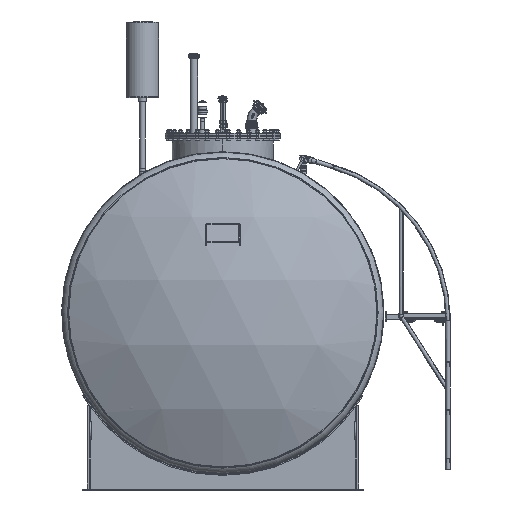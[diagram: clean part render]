
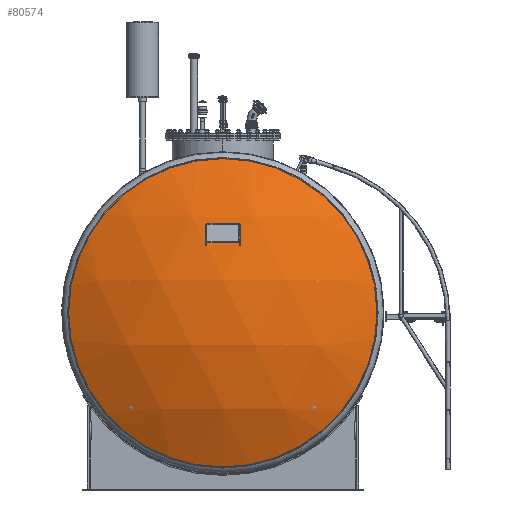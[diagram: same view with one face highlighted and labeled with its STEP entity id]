
A CAD part, left-side view. The second image highlights one B-rep face of the part: STEP entity #80574.
In plain terms, the highlighted spherical face has radius 2009 mm.
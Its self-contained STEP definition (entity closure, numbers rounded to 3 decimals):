
#1688=SPHERICAL_SURFACE('',#85823,2009.);
#3063=CIRCLE('',#85821,966.754);
#8722=FACE_OUTER_BOUND('',#13504,.T.);
#13504=EDGE_LOOP('',(#52263));
#32741=VERTEX_POINT('',#116475);
#40341=EDGE_CURVE('',#32741,#32741,#3063,.T.);
#52263=ORIENTED_EDGE('',*,*,#40341,.T.);
#80574=ADVANCED_FACE('',(#8722),#1688,.T.);
#85821=AXIS2_PLACEMENT_3D('',#116476,#93927,#93928);
#85823=AXIS2_PLACEMENT_3D('',#116478,#93931,#93932);
#93927=DIRECTION('center_axis',(-1.,0.,0.));
#93928=DIRECTION('ref_axis',(0.,-1.,0.));
#93931=DIRECTION('center_axis',(0.,0.,1.));
#93932=DIRECTION('ref_axis',(0.,-1.,0.));
#116475=CARTESIAN_POINT('',(-3192.745,0.,966.754));
#116476=CARTESIAN_POINT('Origin',(-3192.745,0.,
0.));
#116478=CARTESIAN_POINT('Origin',(-1431.647,0.,
0.));
